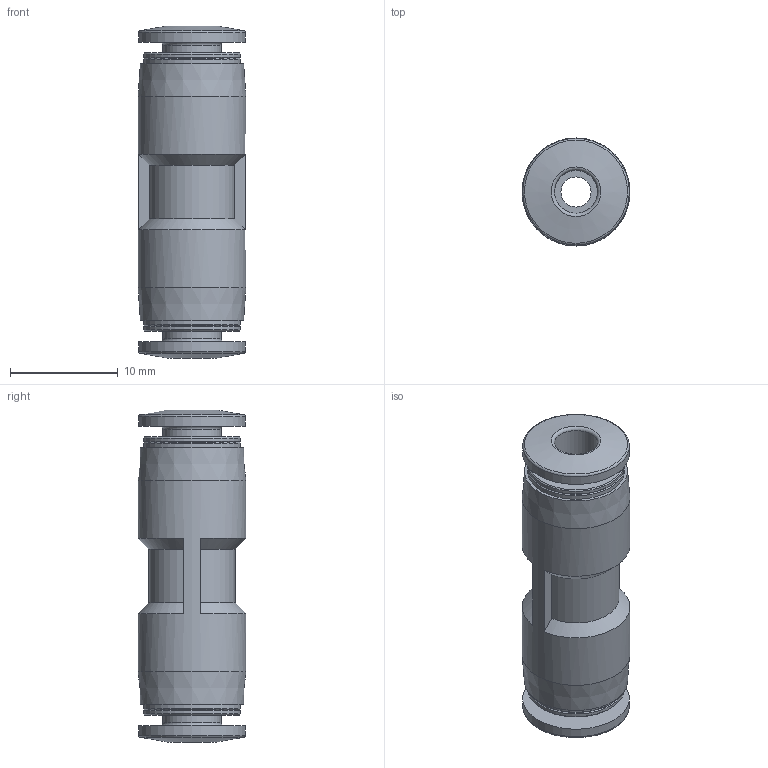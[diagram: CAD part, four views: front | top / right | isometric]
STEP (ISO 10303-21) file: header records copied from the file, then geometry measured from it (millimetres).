
FILE_DESCRIPTION(/* description */ ('STEP AP214'),/* implementation_level */ '2;1');
FILE_NAME(/* name */ '130686_QS-4-100',/* time_stamp */ '2024-09-14T06:28:02+02:00',/* author */ ('License CC BY-ND 4.0'),/* organization */ ('CADENAS'),/* preprocessor_version */ 'ST-DEVELOPER v19.3',/* originating_system */ 'PARTsolutions',/* authorisation */ ' ');
FILE_SCHEMA (('AUTOMOTIVE_DESIGN {1 0 10303 214 3 1 1}'));
Length unit declared in the file: millimetre
Products named in the file (1): 130686 QS-4-100
Bounding box: 10 x 10 x 30.8 mm (x, y, z)
Volume: 1687.8 mm3; surface area: 1629.9 mm2
Topology: 1 solids, 1 shells, 46 faces, 90 edges, 54 vertices
Faces by surface type: cone 14, cylinder 14, plane 12, torus 6
Full cylindrical faces by diameter (mm): 2.8 x1, 4 x2, 5.4 x2, 9 x4, 9.9 x2, 10 x1
Entity records: 1375 total; most frequent: DIRECTION 190, CARTESIAN_POINT 183, ORIENTED_EDGE 120, AXIS2_PLACEMENT_3D 91, EDGE_LOOP 84, FACE_BOUND 84, EDGE_CURVE 60, VERTEX_POINT 52
